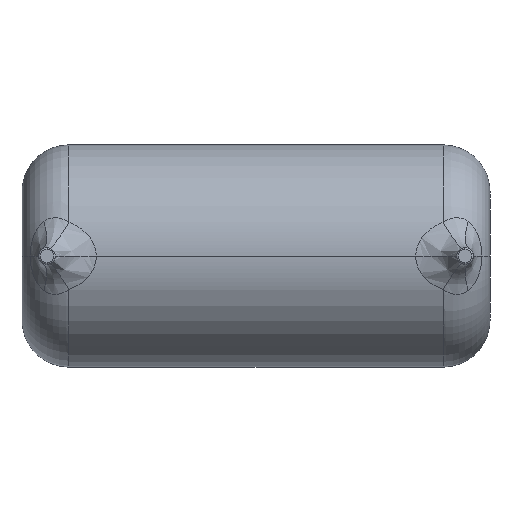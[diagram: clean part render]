
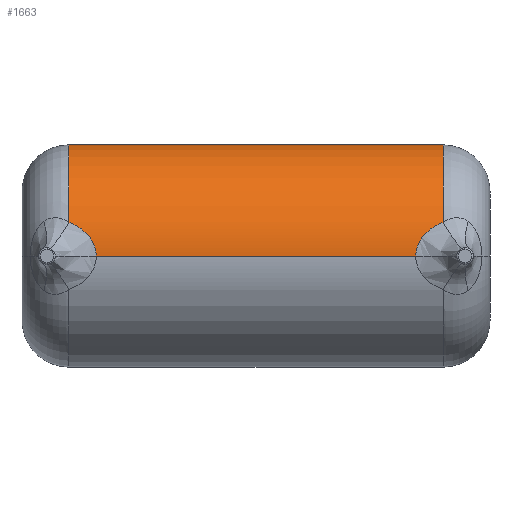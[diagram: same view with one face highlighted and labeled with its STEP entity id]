
A CAD part, front view. The second image highlights one B-rep face of the part: STEP entity #1663.
In plain terms, the highlighted cylindrical face has radius 6.65 mm (diameter 13.3 mm), a partial arc.
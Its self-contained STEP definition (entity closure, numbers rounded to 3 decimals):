
#38 = EDGE_LOOP ( 'NONE', ( #358, #560, #265, #555, #1421, #1109 ) ) ;
#71 = CARTESIAN_POINT ( 'NONE',  ( 9.559, 1.5, 0. ) ) ;
#78 = CARTESIAN_POINT ( 'NONE',  ( 11.2, 1.811, 2.011 ) ) ;
#128 = AXIS2_PLACEMENT_3D ( 'NONE', #455, #1505, #763 ) ;
#189 = VECTOR ( 'NONE', #528, 1000. ) ;
#194 = CARTESIAN_POINT ( 'NONE',  ( -9.908, 1.588, 1.091 ) ) ;
#199 = VERTEX_POINT ( 'NONE', #1499 ) ;
#262 = CARTESIAN_POINT ( 'NONE',  ( 14., 8.15, 6.65 ) ) ;
#265 = ORIENTED_EDGE ( 'NONE', *, *, #372, .T. ) ;
#358 = ORIENTED_EDGE ( 'NONE', *, *, #1785, .F. ) ;
#368 = VERTEX_POINT ( 'NONE', #1287 ) ;
#372 = EDGE_CURVE ( 'NONE', #1846, #199, #1456, .T. ) ;
#393 = CARTESIAN_POINT ( 'NONE',  ( -10.39, 1.69, 1.582 ) ) ;
#404 = CARTESIAN_POINT ( 'NONE',  ( -11.2, 1.811, 2.011 ) ) ;
#412 = DIRECTION ( 'NONE',  ( 0., -1., 0. ) ) ;
#448 = DIRECTION ( 'NONE',  ( -1., 0., 0. ) ) ;
#452 = VERTEX_POINT ( 'NONE', #1529 ) ;
#455 = CARTESIAN_POINT ( 'NONE',  ( 0., 8.15, 0. ) ) ;
#471 = CARTESIAN_POINT ( 'NONE',  ( -9.559, 1.5, 0.235 ) ) ;
#528 = DIRECTION ( 'NONE',  ( -1., 0., 0. ) ) ;
#555 = ORIENTED_EDGE ( 'NONE', *, *, #1502, .F. ) ;
#560 = ORIENTED_EDGE ( 'NONE', *, *, #1474, .T. ) ;
#623 = CARTESIAN_POINT ( 'NONE',  ( -9.607, 1.513, 0.467 ) ) ;
#675 = CARTESIAN_POINT ( 'NONE',  ( 9.607, 1.513, 0.467 ) ) ;
#677 = CARTESIAN_POINT ( 'NONE',  ( -10.776, 1.756, 1.831 ) ) ;
#763 = DIRECTION ( 'NONE',  ( 0., -1., 0. ) ) ;
#792 = CARTESIAN_POINT ( 'NONE',  ( -11.2, 8.15, 0. ) ) ;
#821 = LINE ( 'NONE', #1831, #189 ) ;
#827 = CARTESIAN_POINT ( 'NONE',  ( -10.211, 1.654, 1.434 ) ) ;
#926 = CARTESIAN_POINT ( 'NONE',  ( -9.559, 1.5, 0. ) ) ;
#953 = CARTESIAN_POINT ( 'NONE',  ( 10.211, 1.654, 1.434 ) ) ;
#976 = CARTESIAN_POINT ( 'NONE',  ( -10.982, 1.786, 1.931 ) ) ;
#990 = EDGE_CURVE ( 'NONE', #368, #1051, #996, .T. ) ;
#996 = B_SPLINE_CURVE_WITH_KNOTS ( 'NONE', 3,
 ( #926, #471, #623, #1203, #194, #827, #393, #677, #976, #1532 ),
 .UNSPECIFIED., .F., .F.,
 ( 4, 2, 2, 2, 4 ),
 ( 0., 0.001, 0.001, 0.002, 0.003 ),
 .UNSPECIFIED. ) ;
#1041 = CIRCLE ( 'NONE', #1619, 6.65 ) ;
#1051 = VERTEX_POINT ( 'NONE', #404 ) ;
#1071 = CYLINDRICAL_SURFACE ( 'NONE', #128, 6.65 ) ;
#1092 = CARTESIAN_POINT ( 'NONE',  ( 10.39, 1.69, 1.582 ) ) ;
#1109 = ORIENTED_EDGE ( 'NONE', *, *, #990, .F. ) ;
#1114 = CARTESIAN_POINT ( 'NONE',  ( 10.776, 1.756, 1.831 ) ) ;
#1203 = CARTESIAN_POINT ( 'NONE',  ( -9.78, 1.557, 0.892 ) ) ;
#1258 = DIRECTION ( 'NONE',  ( -1., 0., 0. ) ) ;
#1260 = CARTESIAN_POINT ( 'NONE',  ( 9.78, 1.557, 0.892 ) ) ;
#1287 = CARTESIAN_POINT ( 'NONE',  ( -9.559, 1.5, 0. ) ) ;
#1306 = AXIS2_PLACEMENT_3D ( 'NONE', #1447, #448, #412 ) ;
#1388 = CARTESIAN_POINT ( 'NONE',  ( 10.982, 1.786, 1.931 ) ) ;
#1421 = ORIENTED_EDGE ( 'NONE', *, *, #1863, .F. ) ;
#1447 = CARTESIAN_POINT ( 'NONE',  ( 11.2, 8.15, 0. ) ) ;
#1453 = B_SPLINE_CURVE_WITH_KNOTS ( 'NONE', 3,
 ( #71, #1700, #675, #1260, #1691, #953, #1092, #1114, #1388, #78 ),
 .UNSPECIFIED., .F., .F.,
 ( 4, 2, 2, 2, 4 ),
 ( 0., 0.001, 0.001, 0.002, 0.003 ),
 .UNSPECIFIED. ) ;
#1456 = CIRCLE ( 'NONE', #1306, 6.65 ) ;
#1465 = VECTOR ( 'NONE', #1881, 1000. ) ;
#1474 = EDGE_CURVE ( 'NONE', #452, #1846, #1453, .T. ) ;
#1499 = CARTESIAN_POINT ( 'NONE',  ( 11.2, 8.15, 6.65 ) ) ;
#1502 = EDGE_CURVE ( 'NONE', #1715, #199, #1756, .T. ) ;
#1505 = DIRECTION ( 'NONE',  ( -1., 0., 0. ) ) ;
#1529 = CARTESIAN_POINT ( 'NONE',  ( 9.559, 1.5, 0. ) ) ;
#1532 = CARTESIAN_POINT ( 'NONE',  ( -11.2, 1.811, 2.011 ) ) ;
#1619 = AXIS2_PLACEMENT_3D ( 'NONE', #792, #1258, #1696 ) ;
#1629 = CARTESIAN_POINT ( 'NONE',  ( -11.2, 8.15, 6.65 ) ) ;
#1663 = ADVANCED_FACE ( 'NONE', ( #1765 ), #1071, .T. ) ;
#1691 = CARTESIAN_POINT ( 'NONE',  ( 9.908, 1.588, 1.091 ) ) ;
#1696 = DIRECTION ( 'NONE',  ( 0., -1., 0. ) ) ;
#1700 = CARTESIAN_POINT ( 'NONE',  ( 9.559, 1.5, 0.235 ) ) ;
#1715 = VERTEX_POINT ( 'NONE', #1629 ) ;
#1756 = LINE ( 'NONE', #262, #1465 ) ;
#1765 = FACE_OUTER_BOUND ( 'NONE', #38, .T. ) ;
#1785 = EDGE_CURVE ( 'NONE', #452, #368, #821, .T. ) ;
#1814 = CARTESIAN_POINT ( 'NONE',  ( 11.2, 1.811, 2.011 ) ) ;
#1831 = CARTESIAN_POINT ( 'NONE',  ( 0., 1.5, 0. ) ) ;
#1846 = VERTEX_POINT ( 'NONE', #1814 ) ;
#1863 = EDGE_CURVE ( 'NONE', #1051, #1715, #1041, .T. ) ;
#1881 = DIRECTION ( 'NONE',  ( 1., 0., 0. ) ) ;
